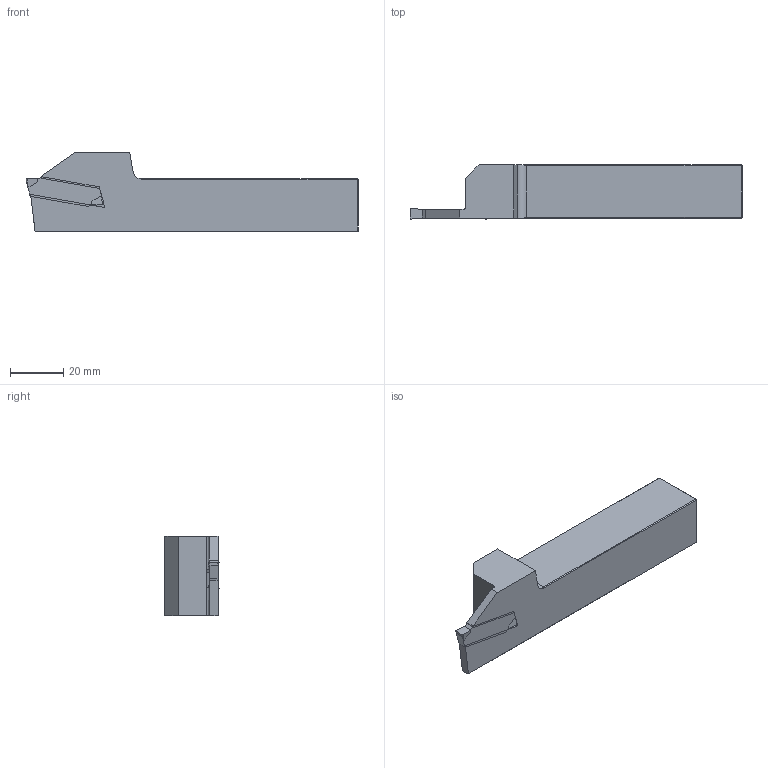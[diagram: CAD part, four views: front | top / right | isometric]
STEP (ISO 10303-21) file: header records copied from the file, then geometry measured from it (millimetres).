
FILE_DESCRIPTION(/* description */ (''),/* implementation_level */ '2;1');
FILE_NAME(/* name */ 'ADKT-H-R-2020-4-T20.stp',/* time_stamp */ '2023-10-26T22:27:21+03:00',/* author */ (''),/* organization */ (''),/* preprocessor_version */ 'ST-DEVELOPER v19.4',/* originating_system */ 'SIEMENS PLM Software NX2306.3001',/* authorisation */ '');
FILE_SCHEMA (('AUTOMOTIVE_DESIGN { 1 0 10303 214 3 1 1 1 }'));
Length unit declared in the file: millimetre
Products named in the file (1): ADKT-H-R-2020-4-T20-light
Bounding box: 124.99 x 20.37 x 30 mm (x, y, z)
Volume: 46572.8 mm3; surface area: 11256 mm2
Topology: 2 solids, 2 shells, 59 faces, 149 edges, 94 vertices
Faces by surface type: plane 51, cylinder 8
Entity records: 1931 total; most frequent: CARTESIAN_POINT 303, ORIENTED_EDGE 298, DIRECTION 287, EDGE_CURVE 149, LINE 131, VECTOR 131, VERTEX_POINT 94, AXIS2_PLACEMENT_3D 78
